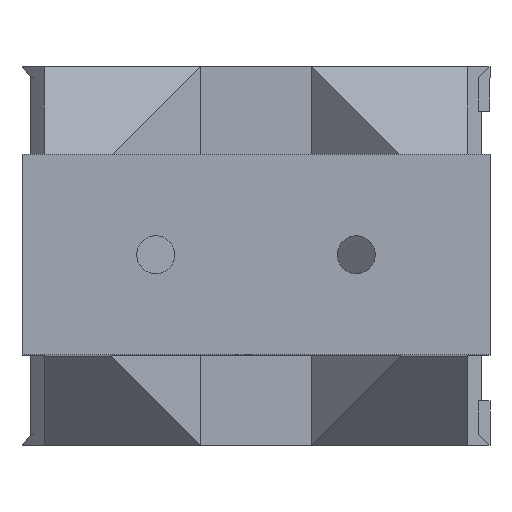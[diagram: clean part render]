
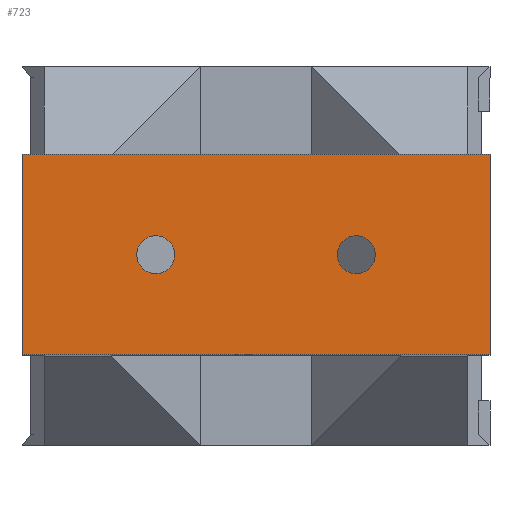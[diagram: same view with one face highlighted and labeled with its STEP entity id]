
A CAD part, top view. The second image highlights one B-rep face of the part: STEP entity #723.
In plain terms, the highlighted planar face has unit normal (0, 0, 1).
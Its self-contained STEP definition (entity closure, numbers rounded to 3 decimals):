
#27 = VERTEX_POINT ( 'NONE', #674 ) ;
#29 = DIRECTION ( 'NONE',  ( 0., 0., 1. ) ) ;
#36 = CARTESIAN_POINT ( 'NONE',  ( 105., 42.5, 0. ) ) ;
#46 = CARTESIAN_POINT ( 'NONE',  ( 105., 22.5, 0. ) ) ;
#48 = PLANE ( 'NONE',  #328 ) ;
#50 = CARTESIAN_POINT ( 'NONE',  ( 75., 0., 0. ) ) ;
#61 = DIRECTION ( 'NONE',  ( 1., 0., 0. ) ) ;
#109 = EDGE_LOOP ( 'NONE', ( #762, #602 ) ) ;
#121 = EDGE_CURVE ( 'NONE', #27, #527, #497, .T. ) ;
#125 = AXIS2_PLACEMENT_3D ( 'NONE', #584, #238, #61 ) ;
#134 = FACE_OUTER_BOUND ( 'NONE', #286, .T. ) ;
#155 = CARTESIAN_POINT ( 'NONE',  ( 105., -22.5, 0. ) ) ;
#180 = VERTEX_POINT ( 'NONE', #607 ) ;
#191 = EDGE_CURVE ( 'NONE', #961, #382, #1039, .T. ) ;
#194 = AXIS2_PLACEMENT_3D ( 'NONE', #50, #371, #851 ) ;
#196 = CARTESIAN_POINT ( 'NONE',  ( 30., 0., 0. ) ) ;
#204 = EDGE_CURVE ( 'NONE', #1048, #420, #455, .T. ) ;
#209 = LINE ( 'NONE', #155, #867 ) ;
#225 = CARTESIAN_POINT ( 'NONE',  ( 0., 42.5, 0. ) ) ;
#238 = DIRECTION ( 'NONE',  ( 0., 0., 1. ) ) ;
#262 = VECTOR ( 'NONE', #1030, 1000. ) ;
#268 = ORIENTED_EDGE ( 'NONE', *, *, #204, .T. ) ;
#286 = EDGE_LOOP ( 'NONE', ( #926, #538, #506, #268 ) ) ;
#328 = AXIS2_PLACEMENT_3D ( 'NONE', #225, #866, #697 ) ;
#369 = CARTESIAN_POINT ( 'NONE',  ( 25.75, 0., 0. ) ) ;
#371 = DIRECTION ( 'NONE',  ( 0., 0., 1. ) ) ;
#378 = DIRECTION ( 'NONE',  ( 1., 0., 0. ) ) ;
#382 = VERTEX_POINT ( 'NONE', #562 ) ;
#383 = AXIS2_PLACEMENT_3D ( 'NONE', #196, #29, #997 ) ;
#397 = CARTESIAN_POINT ( 'NONE',  ( 30., 0., 0. ) ) ;
#420 = VERTEX_POINT ( 'NONE', #656 ) ;
#422 = EDGE_CURVE ( 'NONE', #527, #27, #653, .T. ) ;
#437 = VERTEX_POINT ( 'NONE', #838 ) ;
#455 = LINE ( 'NONE', #46, #262 ) ;
#460 = CIRCLE ( 'NONE', #194, 4.25 ) ;
#474 = CARTESIAN_POINT ( 'NONE',  ( 79.25, 0., 0. ) ) ;
#497 = CIRCLE ( 'NONE', #526, 4.25 ) ;
#506 = ORIENTED_EDGE ( 'NONE', *, *, #984, .F. ) ;
#509 = DIRECTION ( 'NONE',  ( 0., -1., 0. ) ) ;
#526 = AXIS2_PLACEMENT_3D ( 'NONE', #397, #539, #378 ) ;
#527 = VERTEX_POINT ( 'NONE', #369 ) ;
#538 = ORIENTED_EDGE ( 'NONE', *, *, #650, .F. ) ;
#539 = DIRECTION ( 'NONE',  ( 0., 0., 1. ) ) ;
#555 = EDGE_LOOP ( 'NONE', ( #1020, #787 ) ) ;
#562 = CARTESIAN_POINT ( 'NONE',  ( 70.75, 0., 0. ) ) ;
#581 = VECTOR ( 'NONE', #509, 1000. ) ;
#584 = CARTESIAN_POINT ( 'NONE',  ( 75., 0., 0. ) ) ;
#602 = ORIENTED_EDGE ( 'NONE', *, *, #803, .F. ) ;
#607 = CARTESIAN_POINT ( 'NONE',  ( 0., -22.5, 0. ) ) ;
#650 = EDGE_CURVE ( 'NONE', #437, #180, #209, .T. ) ;
#653 = CIRCLE ( 'NONE', #383, 4.25 ) ;
#656 = CARTESIAN_POINT ( 'NONE',  ( 0., 22.5, 0. ) ) ;
#674 = CARTESIAN_POINT ( 'NONE',  ( 34.25, 0., 0. ) ) ;
#697 = DIRECTION ( 'NONE',  ( -1., 0., 0. ) ) ;
#715 = LINE ( 'NONE', #1046, #745 ) ;
#723 = ADVANCED_FACE ( 'NONE', ( #948, #855, #134 ), #48, .F. ) ;
#745 = VECTOR ( 'NONE', #854, 1000. ) ;
#762 = ORIENTED_EDGE ( 'NONE', *, *, #191, .F. ) ;
#764 = DIRECTION ( 'NONE',  ( -1., 0., 0. ) ) ;
#787 = ORIENTED_EDGE ( 'NONE', *, *, #422, .F. ) ;
#803 = EDGE_CURVE ( 'NONE', #382, #961, #460, .T. ) ;
#806 = CARTESIAN_POINT ( 'NONE',  ( 105., 22.5, 0. ) ) ;
#828 = LINE ( 'NONE', #36, #581 ) ;
#838 = CARTESIAN_POINT ( 'NONE',  ( 105., -22.5, 0. ) ) ;
#851 = DIRECTION ( 'NONE',  ( 1., 0., 0. ) ) ;
#854 = DIRECTION ( 'NONE',  ( 0., -1., 0. ) ) ;
#855 = FACE_BOUND ( 'NONE', #109, .T. ) ;
#866 = DIRECTION ( 'NONE',  ( 0., 0., -1. ) ) ;
#867 = VECTOR ( 'NONE', #764, 1000. ) ;
#926 = ORIENTED_EDGE ( 'NONE', *, *, #1025, .T. ) ;
#948 = FACE_BOUND ( 'NONE', #555, .T. ) ;
#961 = VERTEX_POINT ( 'NONE', #474 ) ;
#984 = EDGE_CURVE ( 'NONE', #1048, #437, #828, .T. ) ;
#997 = DIRECTION ( 'NONE',  ( 1., 0., 0. ) ) ;
#1020 = ORIENTED_EDGE ( 'NONE', *, *, #121, .F. ) ;
#1025 = EDGE_CURVE ( 'NONE', #420, #180, #715, .T. ) ;
#1030 = DIRECTION ( 'NONE',  ( -1., 0., 0. ) ) ;
#1039 = CIRCLE ( 'NONE', #125, 4.25 ) ;
#1046 = CARTESIAN_POINT ( 'NONE',  ( 0., 42.5, 0. ) ) ;
#1048 = VERTEX_POINT ( 'NONE', #806 ) ;
